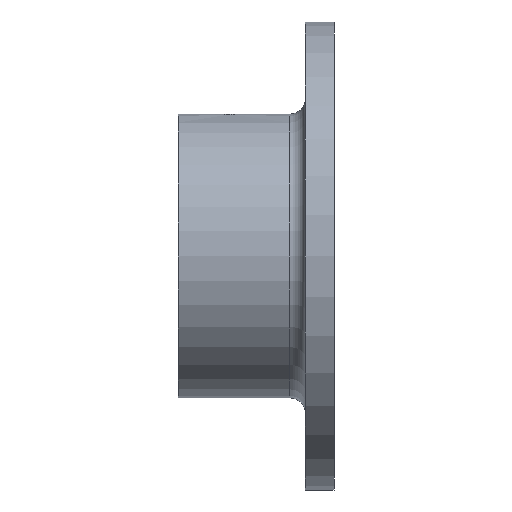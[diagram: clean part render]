
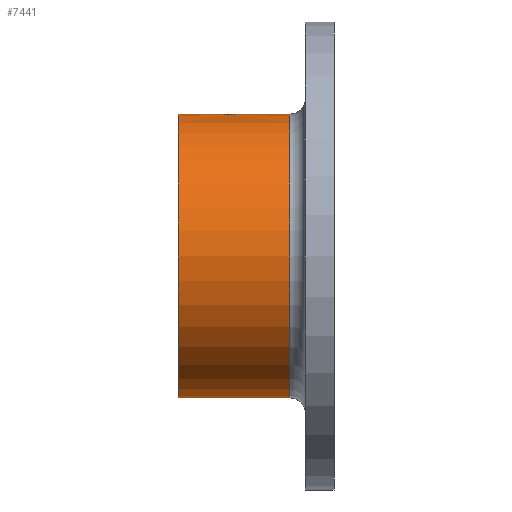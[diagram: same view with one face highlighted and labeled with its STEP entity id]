
A CAD part, left-side view. The second image highlights one B-rep face of the part: STEP entity #7441.
In plain terms, the highlighted cylindrical face has radius 27.3 mm (diameter 54.6 mm), a partial arc.
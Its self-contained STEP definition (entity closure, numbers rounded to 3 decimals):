
#306 = CARTESIAN_POINT ( 'NONE',  ( 0., 17.9, 27.3 ) ) ;
#1205 = LINE ( 'NONE', #18083, #5103 ) ;
#1394 = EDGE_CURVE ( 'NONE', #3701, #7540, #3964, .T. ) ;
#1424 = CARTESIAN_POINT ( 'NONE',  ( 0., 0., 0. ) ) ;
#1460 = CIRCLE ( 'NONE', #9884, 27.3 ) ;
#1602 = AXIS2_PLACEMENT_3D ( 'NONE', #1424, #12319, #20241 ) ;
#1782 = FACE_OUTER_BOUND ( 'NONE', #4365, .T. ) ;
#1920 = LINE ( 'NONE', #14177, #7781 ) ;
#2052 = CARTESIAN_POINT ( 'NONE',  ( -1.052, 18.177, 27.28 ) ) ;
#2114 = CARTESIAN_POINT ( 'NONE',  ( -2.1, 20., 27.219 ) ) ;
#2187 = CARTESIAN_POINT ( 'NONE',  ( -2.1, 19.726, 27.219 ) ) ;
#2509 = ORIENTED_EDGE ( 'NONE', *, *, #19145, .T. ) ;
#2733 = EDGE_CURVE ( 'NONE', #15073, #13812, #5853, .T. ) ;
#2984 = CARTESIAN_POINT ( 'NONE',  ( 0., 8.5, 27.3 ) ) ;
#3011 = DIRECTION ( 'NONE',  ( 0., -1., 0. ) ) ;
#3609 = CARTESIAN_POINT ( 'NONE',  ( -0.677, 18.007, 27.292 ) ) ;
#3701 = VERTEX_POINT ( 'NONE', #6292 ) ;
#3964 = B_SPLINE_CURVE_WITH_KNOTS ( 'NONE', 3,
 ( #2114, #2187, #14647, #9804, #16212, #6896, #11363, #2052, #12939, #3609, #14511, #5185, #9868, #8318 ),
 .UNSPECIFIED., .F., .F.,
 ( 4, 2, 2, 2, 2, 2, 4 ),
 ( 0.007, 0.007, 0.008, 0.009, 0.009, 0.009, 0.01 ),
 .UNSPECIFIED. ) ;
#4365 = EDGE_LOOP ( 'NONE', ( #14359, #2509, #14793, #15091, #5844, #12144, #11568 ) ) ;
#4728 = CARTESIAN_POINT ( 'NONE',  ( -1.888, 20.931, 27.235 ) ) ;
#4793 = CARTESIAN_POINT ( 'NONE',  ( -0.276, 22.086, 27.299 ) ) ;
#4844 = VECTOR ( 'NONE', #17576, 1000. ) ;
#4862 = CARTESIAN_POINT ( 'NONE',  ( -2.033, 20.545, 27.224 ) ) ;
#5103 = VECTOR ( 'NONE', #10216, 1000. ) ;
#5185 = CARTESIAN_POINT ( 'NONE',  ( -0.275, 17.914, 27.299 ) ) ;
#5844 = ORIENTED_EDGE ( 'NONE', *, *, #15802, .F. ) ;
#5853 = LINE ( 'NONE', #20190, #4844 ) ;
#6197 = CARTESIAN_POINT ( 'NONE',  ( -2.086, 20.276, 27.22 ) ) ;
#6292 = CARTESIAN_POINT ( 'NONE',  ( -2.1, 20., 27.219 ) ) ;
#6314 = CARTESIAN_POINT ( 'NONE',  ( -2.1, 20., 27.219 ) ) ;
#6896 = CARTESIAN_POINT ( 'NONE',  ( -1.389, 18.419, 27.265 ) ) ;
#7362 = CARTESIAN_POINT ( 'NONE',  ( 0., 30., 0. ) ) ;
#7441 = ADVANCED_FACE ( 'NONE', ( #1782 ), #16401, .T. ) ;
#7540 = VERTEX_POINT ( 'NONE', #306 ) ;
#7685 = CARTESIAN_POINT ( 'NONE',  ( -0.137, 22.1, 27.3 ) ) ;
#7741 = CARTESIAN_POINT ( 'NONE',  ( -1.822, 21.053, 27.239 ) ) ;
#7781 = VECTOR ( 'NONE', #3011, 1000. ) ;
#7997 = CARTESIAN_POINT ( 'NONE',  ( 0., 30., -27.3 ) ) ;
#8318 = CARTESIAN_POINT ( 'NONE',  ( 0., 17.9, 27.3 ) ) ;
#8609 = CARTESIAN_POINT ( 'NONE',  ( 0., 8.5, 0. ) ) ;
#9124 = DIRECTION ( 'NONE',  ( 0., 0., -1. ) ) ;
#9232 = CARTESIAN_POINT ( 'NONE',  ( -2.1, 20.137, 27.219 ) ) ;
#9360 = CARTESIAN_POINT ( 'NONE',  ( -1.993, 20.676, 27.227 ) ) ;
#9804 = CARTESIAN_POINT ( 'NONE',  ( -1.835, 18.944, 27.238 ) ) ;
#9868 = CARTESIAN_POINT ( 'NONE',  ( -0.139, 17.9, 27.3 ) ) ;
#9884 = AXIS2_PLACEMENT_3D ( 'NONE', #7362, #19838, #9124 ) ;
#10216 = DIRECTION ( 'NONE',  ( 0., -1., 0. ) ) ;
#11048 = CARTESIAN_POINT ( 'NONE',  ( -1.053, 21.822, 27.28 ) ) ;
#11158 = EDGE_CURVE ( 'NONE', #13812, #3701, #11516, .T. ) ;
#11363 = CARTESIAN_POINT ( 'NONE',  ( -1.281, 18.33, 27.27 ) ) ;
#11516 = B_SPLINE_CURVE_WITH_KNOTS ( 'NONE', 3,
 ( #12618, #7685, #4793, #18782, #12491, #12351, #11048, #17000, #14061, #20207, #15556, #7741, #4728, #9360, #4862, #6197, #9232, #6314 ),
 .UNSPECIFIED., .F., .F.,
 ( 4, 2, 2, 2, 2, 2, 2, 2, 4 ),
 ( 0.003, 0.004, 0.004, 0.005, 0.005, 0.005, 0.006, 0.006, 0.007 ),
 .UNSPECIFIED. ) ;
#11524 = DIRECTION ( 'NONE',  ( 0., 0., -1. ) ) ;
#11568 = ORIENTED_EDGE ( 'NONE', *, *, #11158, .F. ) ;
#12144 = ORIENTED_EDGE ( 'NONE', *, *, #1394, .F. ) ;
#12319 = DIRECTION ( 'NONE',  ( 0., -1., 0. ) ) ;
#12351 = CARTESIAN_POINT ( 'NONE',  ( -0.931, 21.888, 27.284 ) ) ;
#12447 = CIRCLE ( 'NONE', #13429, 27.3 ) ;
#12491 = CARTESIAN_POINT ( 'NONE',  ( -0.676, 21.993, 27.292 ) ) ;
#12618 = CARTESIAN_POINT ( 'NONE',  ( 0., 22.1, 27.3 ) ) ;
#12939 = CARTESIAN_POINT ( 'NONE',  ( -0.932, 18.113, 27.284 ) ) ;
#13367 = CARTESIAN_POINT ( 'NONE',  ( 0., 8.5, -27.3 ) ) ;
#13429 = AXIS2_PLACEMENT_3D ( 'NONE', #8609, #19527, #11524 ) ;
#13812 = VERTEX_POINT ( 'NONE', #15183 ) ;
#14050 = VERTEX_POINT ( 'NONE', #2984 ) ;
#14061 = CARTESIAN_POINT ( 'NONE',  ( -1.387, 21.583, 27.265 ) ) ;
#14177 = CARTESIAN_POINT ( 'NONE',  ( 0., 0., -27.3 ) ) ;
#14359 = ORIENTED_EDGE ( 'NONE', *, *, #2733, .F. ) ;
#14511 = CARTESIAN_POINT ( 'NONE',  ( -0.544, 17.967, 27.295 ) ) ;
#14647 = CARTESIAN_POINT ( 'NONE',  ( -2.045, 19.449, 27.224 ) ) ;
#14793 = ORIENTED_EDGE ( 'NONE', *, *, #15964, .T. ) ;
#15073 = VERTEX_POINT ( 'NONE', #18613 ) ;
#15091 = ORIENTED_EDGE ( 'NONE', *, *, #19834, .F. ) ;
#15183 = CARTESIAN_POINT ( 'NONE',  ( 0., 22.1, 27.3 ) ) ;
#15556 = CARTESIAN_POINT ( 'NONE',  ( -1.67, 21.281, 27.249 ) ) ;
#15574 = VERTEX_POINT ( 'NONE', #7997 ) ;
#15802 = EDGE_CURVE ( 'NONE', #7540, #14050, #1205, .T. ) ;
#15964 = EDGE_CURVE ( 'NONE', #15574, #19879, #1920, .T. ) ;
#16212 = CARTESIAN_POINT ( 'NONE',  ( -1.679, 18.709, 27.249 ) ) ;
#16401 = CYLINDRICAL_SURFACE ( 'NONE', #1602, 27.3 ) ;
#17000 = CARTESIAN_POINT ( 'NONE',  ( -1.281, 21.67, 27.27 ) ) ;
#17576 = DIRECTION ( 'NONE',  ( 0., -1., 0. ) ) ;
#18083 = CARTESIAN_POINT ( 'NONE',  ( 0., 0., 27.3 ) ) ;
#18613 = CARTESIAN_POINT ( 'NONE',  ( 0., 30., 27.3 ) ) ;
#18782 = CARTESIAN_POINT ( 'NONE',  ( -0.545, 22.033, 27.295 ) ) ;
#19145 = EDGE_CURVE ( 'NONE', #15073, #15574, #1460, .T. ) ;
#19527 = DIRECTION ( 'NONE',  ( 0., -1., 0. ) ) ;
#19834 = EDGE_CURVE ( 'NONE', #14050, #19879, #12447, .T. ) ;
#19838 = DIRECTION ( 'NONE',  ( 0., -1., 0. ) ) ;
#19879 = VERTEX_POINT ( 'NONE', #13367 ) ;
#20190 = CARTESIAN_POINT ( 'NONE',  ( 0., 0., 27.3 ) ) ;
#20207 = CARTESIAN_POINT ( 'NONE',  ( -1.583, 21.387, 27.254 ) ) ;
#20241 = DIRECTION ( 'NONE',  ( 0., 0., -1. ) ) ;
